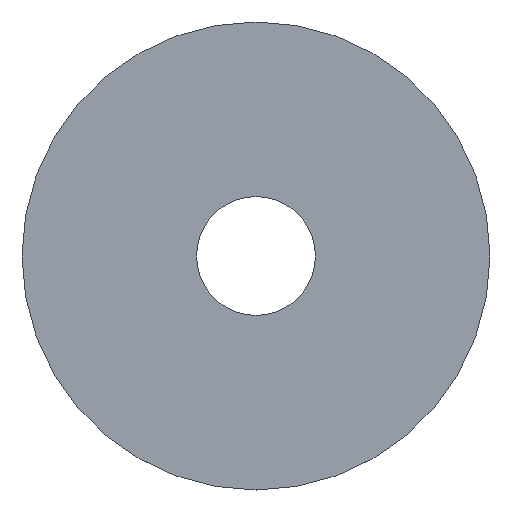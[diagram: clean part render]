
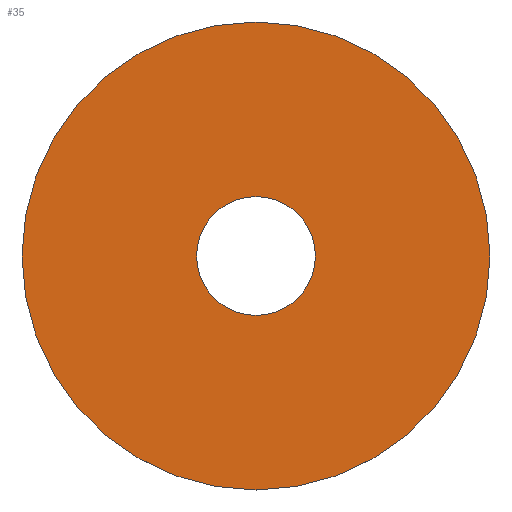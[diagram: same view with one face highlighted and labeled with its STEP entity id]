
A CAD part, top view. The second image highlights one B-rep face of the part: STEP entity #35.
In plain terms, the highlighted planar face has unit normal (0, 0, 1).
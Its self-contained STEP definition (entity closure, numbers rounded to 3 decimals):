
#19 = DIRECTION ( 'NONE',  ( 0., 0., -1. ) ) ;
#21 = EDGE_LOOP ( 'NONE', ( #134 ) ) ;
#23 = DIRECTION ( 'NONE',  ( 0., 0., -1. ) ) ;
#29 = CARTESIAN_POINT ( 'NONE',  ( 0., 31.5, 0.3 ) ) ;
#34 = ORIENTED_EDGE ( 'NONE', *, *, #168, .T. ) ;
#35 = ADVANCED_FACE ( 'NONE', ( #131, #72 ), #160, .T. ) ;
#71 = DIRECTION ( 'NONE',  ( 0., 1., 0. ) ) ;
#72 = FACE_OUTER_BOUND ( 'NONE', #21, .T. ) ;
#77 = CARTESIAN_POINT ( 'NONE',  ( 0., 8., 0.3 ) ) ;
#79 = AXIS2_PLACEMENT_3D ( 'NONE', #89, #23, #142 ) ;
#84 = CIRCLE ( 'NONE', #146, 8. ) ;
#89 = CARTESIAN_POINT ( 'NONE',  ( 0., 0., 0.3 ) ) ;
#93 = CARTESIAN_POINT ( 'NONE',  ( 0., 0., 0.3 ) ) ;
#102 = DIRECTION ( 'NONE',  ( 0., 0., 1. ) ) ;
#119 = CARTESIAN_POINT ( 'NONE',  ( 0., 8., 0.3 ) ) ;
#126 = AXIS2_PLACEMENT_3D ( 'NONE', #119, #102, #147 ) ;
#129 = CIRCLE ( 'NONE', #79, 31.5 ) ;
#131 = FACE_BOUND ( 'NONE', #141, .T. ) ;
#134 = ORIENTED_EDGE ( 'NONE', *, *, #158, .F. ) ;
#141 = EDGE_LOOP ( 'NONE', ( #34 ) ) ;
#142 = DIRECTION ( 'NONE',  ( 0., 1., 0. ) ) ;
#146 = AXIS2_PLACEMENT_3D ( 'NONE', #93, #19, #71 ) ;
#147 = DIRECTION ( 'NONE',  ( 0., -1., 0. ) ) ;
#150 = VERTEX_POINT ( 'NONE', #29 ) ;
#158 = EDGE_CURVE ( 'NONE', #150, #150, #129, .T. ) ;
#160 = PLANE ( 'NONE',  #126 ) ;
#164 = VERTEX_POINT ( 'NONE', #77 ) ;
#168 = EDGE_CURVE ( 'NONE', #164, #164, #84, .T. ) ;
